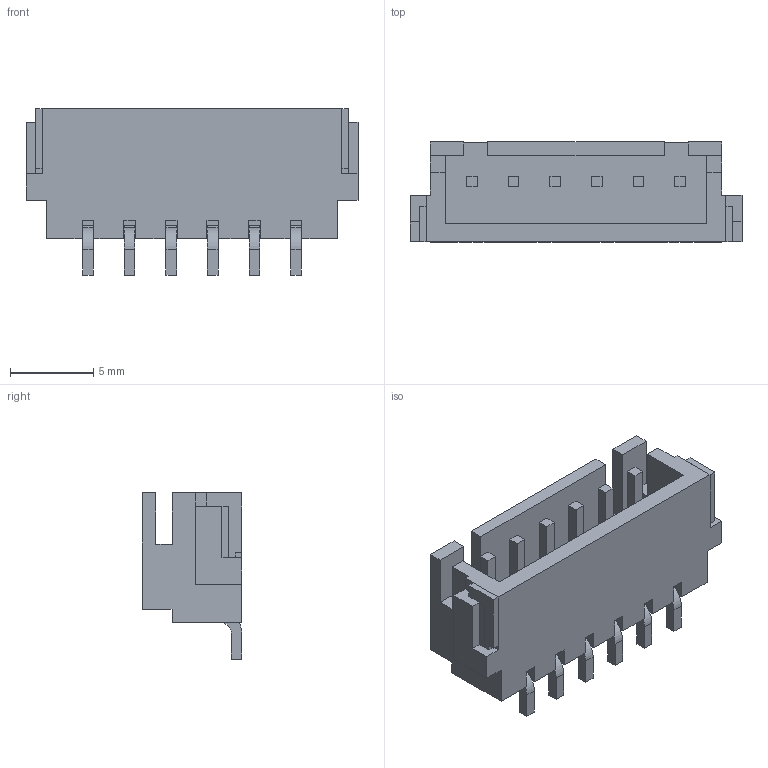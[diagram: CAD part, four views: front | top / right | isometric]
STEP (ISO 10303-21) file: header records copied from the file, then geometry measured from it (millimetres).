
FILE_DESCRIPTION(('FreeCAD Model'),'2;1');
FILE_NAME( 'S6B-XH-SM4-TB.STEP', '2020-03-28T17:00:54',('Author'),(''), 'Open CASCADE STEP processor 7.0','FreeCAD','Unknown');
FILE_SCHEMA(('AUTOMOTIVE_DESIGN { 1 0 10303 214 1 1 1 1 }'));
Length unit declared in the file: millimetre
Products named in the file (1): S6B-XH-SM4
Bounding box: 19.95 x 6 x 10 mm (x, y, z)
Volume: 486.2 mm3; surface area: 969.3 mm2
Topology: 1 solids, 1 shells, 198 faces, 538 edges, 354 vertices
Faces by surface type: plane 174, cylinder 24
Entity records: 14604 total; most frequent: CARTESIAN_POINT 2311, DIRECTION 2036, LINE 1518, VECTOR 1518, ORIENTED_EDGE 1076, PCURVE 1076, DEFINITIONAL_REPRESENTATION 1076, EDGE_CURVE 538
